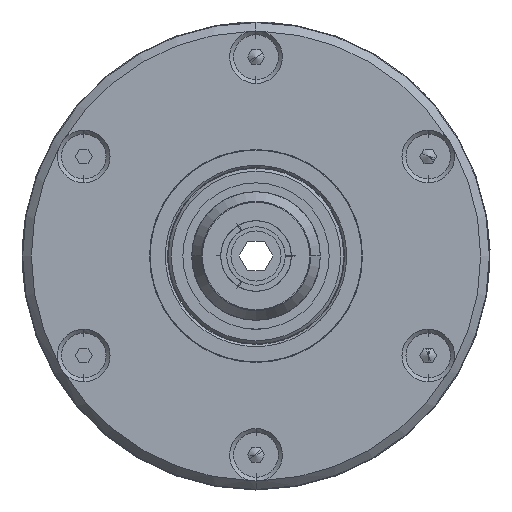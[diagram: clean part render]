
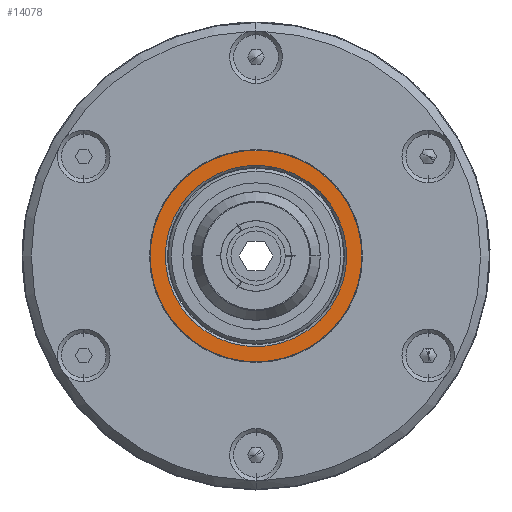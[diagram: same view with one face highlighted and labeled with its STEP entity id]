
A CAD part, left-side view. The second image highlights one B-rep face of the part: STEP entity #14078.
In plain terms, the highlighted planar face has unit normal (-1, 0, 0).
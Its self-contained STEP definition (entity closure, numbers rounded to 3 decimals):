
#117 = DIRECTION ( 'NONE',  ( 0., -0.259, -0.966 ) ) ;
#151 = DIRECTION ( 'NONE',  ( -1., 0., 0. ) ) ;
#258 = CARTESIAN_POINT ( 'NONE',  ( 8.1, -17.532, 4.698 ) ) ;
#263 = PLANE ( 'NONE',  #10218 ) ;
#545 = EDGE_LOOP ( 'NONE', ( #16147, #2659 ) ) ;
#568 = CARTESIAN_POINT ( 'NONE',  ( 8.1, -4.685, -17.483 ) ) ;
#661 = EDGE_LOOP ( 'NONE', ( #5819, #13286 ) ) ;
#687 = FACE_BOUND ( 'NONE', #661, .T. ) ;
#738 = FACE_OUTER_BOUND ( 'NONE', #545, .T. ) ;
#1645 = EDGE_CURVE ( 'NONE', #1752, #4658, #12575, .T. ) ;
#1752 = VERTEX_POINT ( 'NONE', #16998 ) ;
#2659 = ORIENTED_EDGE ( 'NONE', *, *, #11386, .T. ) ;
#2997 = DIRECTION ( 'NONE',  ( 0., -0.259, -0.966 ) ) ;
#3866 = EDGE_CURVE ( 'NONE', #4658, #1752, #5777, .T. ) ;
#4250 = EDGE_CURVE ( 'NONE', #8540, #10444, #4525, .T. ) ;
#4525 = CIRCLE ( 'NONE', #4807, 18.1 ) ;
#4658 = VERTEX_POINT ( 'NONE', #7885 ) ;
#4807 = AXIS2_PLACEMENT_3D ( 'NONE', #9163, #9140, #9128 ) ;
#5598 = AXIS2_PLACEMENT_3D ( 'NONE', #9066, #8666, #8078 ) ;
#5776 = CIRCLE ( 'NONE', #12534, 18.1 ) ;
#5777 = CIRCLE ( 'NONE', #5598, 15.5 ) ;
#5819 = ORIENTED_EDGE ( 'NONE', *, *, #3866, .T. ) ;
#7885 = CARTESIAN_POINT ( 'NONE',  ( 8.1, -4.012, -14.972 ) ) ;
#8078 = DIRECTION ( 'NONE',  ( 0., -0.259, -0.966 ) ) ;
#8540 = VERTEX_POINT ( 'NONE', #17459 ) ;
#8666 = DIRECTION ( 'NONE',  ( 1., 0., 0. ) ) ;
#9066 = CARTESIAN_POINT ( 'NONE',  ( 8.1, 0., 0. ) ) ;
#9128 = DIRECTION ( 'NONE',  ( 0., -0.259, -0.966 ) ) ;
#9140 = DIRECTION ( 'NONE',  ( -1., 0., 0. ) ) ;
#9163 = CARTESIAN_POINT ( 'NONE',  ( 8.1, 0., 0. ) ) ;
#10218 = AXIS2_PLACEMENT_3D ( 'NONE', #258, #151, #117 ) ;
#10273 = AXIS2_PLACEMENT_3D ( 'NONE', #14926, #14115, #2997 ) ;
#10444 = VERTEX_POINT ( 'NONE', #568 ) ;
#11386 = EDGE_CURVE ( 'NONE', #10444, #8540, #5776, .T. ) ;
#12125 = DIRECTION ( 'NONE',  ( 0., -0.259, -0.966 ) ) ;
#12534 = AXIS2_PLACEMENT_3D ( 'NONE', #12981, #12920, #12125 ) ;
#12575 = CIRCLE ( 'NONE', #10273, 15.5 ) ;
#12920 = DIRECTION ( 'NONE',  ( -1., 0., 0. ) ) ;
#12981 = CARTESIAN_POINT ( 'NONE',  ( 8.1, 0., 0. ) ) ;
#13286 = ORIENTED_EDGE ( 'NONE', *, *, #1645, .T. ) ;
#14078 = ADVANCED_FACE ( 'NONE', ( #738, #687 ), #263, .T. ) ;
#14115 = DIRECTION ( 'NONE',  ( 1., 0., 0. ) ) ;
#14926 = CARTESIAN_POINT ( 'NONE',  ( 8.1, 0., 0. ) ) ;
#16147 = ORIENTED_EDGE ( 'NONE', *, *, #4250, .T. ) ;
#16998 = CARTESIAN_POINT ( 'NONE',  ( 8.1, 4.012, 14.972 ) ) ;
#17459 = CARTESIAN_POINT ( 'NONE',  ( 8.1, 4.685, 17.483 ) ) ;
